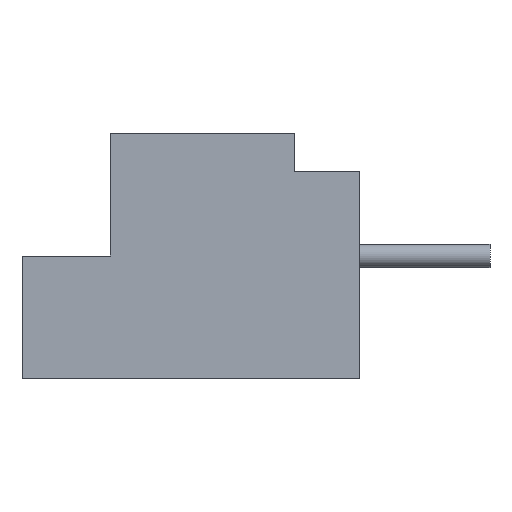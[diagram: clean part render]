
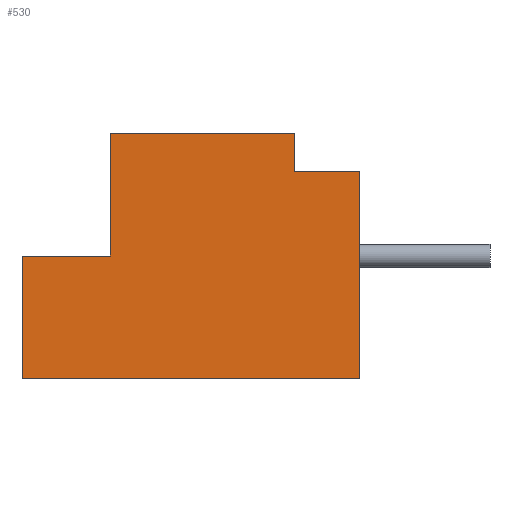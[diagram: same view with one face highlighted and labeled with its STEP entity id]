
A CAD part, left-side view. The second image highlights one B-rep face of the part: STEP entity #530.
In plain terms, the highlighted planar face has unit normal (-1, 0, 0).
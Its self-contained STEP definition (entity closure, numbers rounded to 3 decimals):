
#444 = VERTEX_POINT ( 'NONE', #708 ) ;
#446 = EDGE_CURVE ( 'NONE', #448, #444, #707, .T. ) ;
#448 = VERTEX_POINT ( 'NONE', #703 ) ;
#511 = EDGE_CURVE ( 'NONE', #1938, #448, #856, .T. ) ;
#512 = VERTEX_POINT ( 'NONE', #919 ) ;
#516 = EDGE_CURVE ( 'NONE', #512, #536, #913, .T. ) ;
#523 = ORIENTED_EDGE ( 'NONE', *, *, #4608, .T. ) ;
#524 = VERTEX_POINT ( 'NONE', #903 ) ;
#525 = ORIENTED_EDGE ( 'NONE', *, *, #526, .T. ) ;
#526 = EDGE_CURVE ( 'NONE', #1878, #524, #901, .T. ) ;
#527 = ORIENTED_EDGE ( 'NONE', *, *, #1931, .T. ) ;
#528 = ORIENTED_EDGE ( 'NONE', *, *, #1880, .F. ) ;
#529 = ORIENTED_EDGE ( 'NONE', *, *, #511, .F. ) ;
#530 = ADVANCED_FACE ( 'NONE', ( #897 ), #944, .F. ) ;
#536 = VERTEX_POINT ( 'NONE', #930 ) ;
#703 = CARTESIAN_POINT ( 'NONE',  ( -15., 0., 2.2 ) ) ;
#704 = DIRECTION ( 'NONE',  ( 0., 0., -1. ) ) ;
#705 = VECTOR ( 'NONE', #704, 1000. ) ;
#706 = CARTESIAN_POINT ( 'NONE',  ( -15., 0., 3.2 ) ) ;
#707 = LINE ( 'NONE', #706, #705 ) ;
#708 = CARTESIAN_POINT ( 'NONE',  ( -15., 0., -3.2 ) ) ;
#855 = CARTESIAN_POINT ( 'NONE',  ( -15., 1.7, 2.2 ) ) ;
#856 = LINE ( 'NONE', #855, #921 ) ;
#897 = FACE_OUTER_BOUND ( 'NONE', #4609, .T. ) ;
#898 = DIRECTION ( 'NONE',  ( 0., 0., -1. ) ) ;
#899 = VECTOR ( 'NONE', #898, 1000. ) ;
#900 = CARTESIAN_POINT ( 'NONE',  ( -15., 6.5, 3.2 ) ) ;
#901 = LINE ( 'NONE', #900, #899 ) ;
#903 = CARTESIAN_POINT ( 'NONE',  ( -15., 6.5, 0. ) ) ;
#910 = DIRECTION ( 'NONE',  ( 0., 0., -1. ) ) ;
#911 = VECTOR ( 'NONE', #910, 1000. ) ;
#912 = CARTESIAN_POINT ( 'NONE',  ( -15., 8.8, 3.2 ) ) ;
#913 = LINE ( 'NONE', #912, #911 ) ;
#919 = CARTESIAN_POINT ( 'NONE',  ( -15., 8.8, 0. ) ) ;
#920 = DIRECTION ( 'NONE',  ( 0., -1., 0. ) ) ;
#921 = VECTOR ( 'NONE', #920, 1000. ) ;
#930 = CARTESIAN_POINT ( 'NONE',  ( -15., 8.8, -3.2 ) ) ;
#940 = DIRECTION ( 'NONE',  ( 0., 1., 0. ) ) ;
#941 = DIRECTION ( 'NONE',  ( 1., 0., 0. ) ) ;
#942 = CARTESIAN_POINT ( 'NONE',  ( -15., 8.8, 3.2 ) ) ;
#943 = AXIS2_PLACEMENT_3D ( 'NONE', #942, #941, #940 ) ;
#944 = PLANE ( 'NONE',  #943 ) ;
#1878 = VERTEX_POINT ( 'NONE', #2197 ) ;
#1880 = EDGE_CURVE ( 'NONE', #1878, #1881, #2196, .T. ) ;
#1881 = VERTEX_POINT ( 'NONE', #2192 ) ;
#1931 = EDGE_CURVE ( 'NONE', #1938, #1881, #2331, .T. ) ;
#1938 = VERTEX_POINT ( 'NONE', #2402 ) ;
#2192 = CARTESIAN_POINT ( 'NONE',  ( -15., 1.7, 3.2 ) ) ;
#2193 = DIRECTION ( 'NONE',  ( 0., -1., 0. ) ) ;
#2194 = VECTOR ( 'NONE', #2193, 1000. ) ;
#2195 = CARTESIAN_POINT ( 'NONE',  ( -15., 8.8, 3.2 ) ) ;
#2196 = LINE ( 'NONE', #2195, #2194 ) ;
#2197 = CARTESIAN_POINT ( 'NONE',  ( -15., 6.5, 3.2 ) ) ;
#2328 = DIRECTION ( 'NONE',  ( 0., 0., 1. ) ) ;
#2329 = VECTOR ( 'NONE', #2328, 1000. ) ;
#2330 = CARTESIAN_POINT ( 'NONE',  ( -15., 1.7, 2.2 ) ) ;
#2331 = LINE ( 'NONE', #2330, #2329 ) ;
#2402 = CARTESIAN_POINT ( 'NONE',  ( -15., 1.7, 2.2 ) ) ;
#4125 = CARTESIAN_POINT ( 'NONE',  ( -15., 8.8, -3.2 ) ) ;
#4126 = LINE ( 'NONE', #4125, #4190 ) ;
#4184 = DIRECTION ( 'NONE',  ( 0., 1., 0. ) ) ;
#4185 = VECTOR ( 'NONE', #4184, 1000. ) ;
#4186 = CARTESIAN_POINT ( 'NONE',  ( -15., 8.8, 0. ) ) ;
#4187 = LINE ( 'NONE', #4186, #4185 ) ;
#4189 = DIRECTION ( 'NONE',  ( 0., -1., 0. ) ) ;
#4190 = VECTOR ( 'NONE', #4189, 1000. ) ;
#4603 = ORIENTED_EDGE ( 'NONE', *, *, #4604, .T. ) ;
#4604 = EDGE_CURVE ( 'NONE', #536, #444, #4126, .T. ) ;
#4607 = ORIENTED_EDGE ( 'NONE', *, *, #516, .T. ) ;
#4608 = EDGE_CURVE ( 'NONE', #524, #512, #4187, .T. ) ;
#4609 = EDGE_LOOP ( 'NONE', ( #529, #527, #528, #525, #523, #4607, #4603, #4671 ) ) ;
#4671 = ORIENTED_EDGE ( 'NONE', *, *, #446, .F. ) ;
